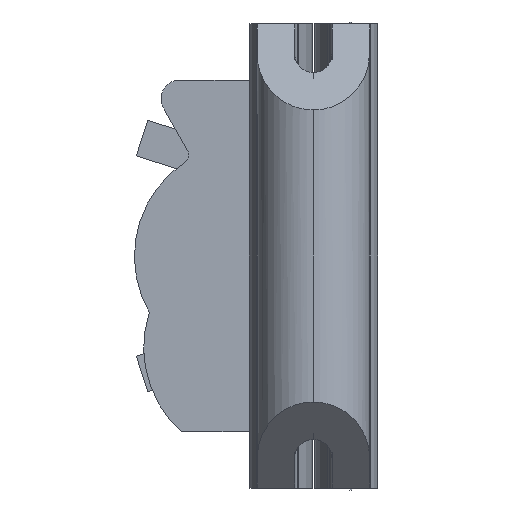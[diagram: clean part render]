
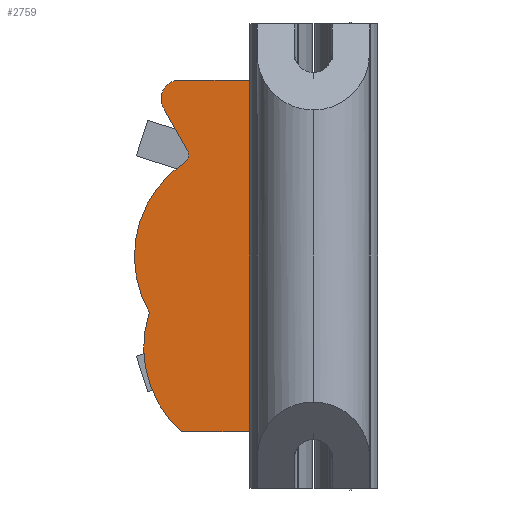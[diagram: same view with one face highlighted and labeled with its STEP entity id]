
A CAD part, left-side view. The second image highlights one B-rep face of the part: STEP entity #2759.
In plain terms, the highlighted planar face has unit normal (-1, 0, 0).
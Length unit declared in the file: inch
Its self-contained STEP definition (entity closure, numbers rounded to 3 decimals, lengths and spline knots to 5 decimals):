
#99 = DIRECTION ( 'NONE',  ( 1., 0., 0. ) ) ;
#109 = DIRECTION ( 'NONE',  ( 0., 0., -1. ) ) ;
#244 = EDGE_CURVE ( 'NONE', #3695, #2322, #6163, .T. ) ;
#318 = CARTESIAN_POINT ( 'NONE',  ( 0.50398, 0.0703, -0.094 ) ) ;
#332 = AXIS2_PLACEMENT_3D ( 'NONE', #8024, #8014, #7986 ) ;
#618 = AXIS2_PLACEMENT_3D ( 'NONE', #6636, #2931, #7250 ) ;
#1147 = CARTESIAN_POINT ( 'NONE',  ( 0.50398, 0.03048, -0.094 ) ) ;
#1373 = CIRCLE ( 'NONE', #7038, 0.06 ) ;
#1399 = ORIENTED_EDGE ( 'NONE', *, *, #244, .F. ) ;
#1420 = DIRECTION ( 'NONE',  ( 0., -1., 0. ) ) ;
#1501 = LINE ( 'NONE', #6125, #6496 ) ;
#1731 = CARTESIAN_POINT ( 'NONE',  ( 0.50398, 0.07132, 0.094 ) ) ;
#1935 = CARTESIAN_POINT ( 'NONE',  ( 0.50398, 0.03048, 0.094 ) ) ;
#2025 = VERTEX_POINT ( 'NONE', #1935 ) ;
#2072 = DIRECTION ( 'NONE',  ( 0., 0.494, 0.869 ) ) ;
#2237 = AXIS2_PLACEMENT_3D ( 'NONE', #6759, #3053, #7368 ) ;
#2322 = VERTEX_POINT ( 'NONE', #1731 ) ;
#2391 = DIRECTION ( 'NONE',  ( 0., 1., 0. ) ) ;
#2759 = ADVANCED_FACE ( 'NONE', ( #6797 ), #4297, .F. ) ;
#2931 = DIRECTION ( 'NONE',  ( -1., 0., 0. ) ) ;
#3053 = DIRECTION ( 'NONE',  ( 1., 0., 0. ) ) ;
#3103 = CARTESIAN_POINT ( 'NONE',  ( 0.50398, 0.06724, 0.05657 ) ) ;
#3208 = CARTESIAN_POINT ( 'NONE',  ( 0.50398, 0.08002, 0.07906 ) ) ;
#3394 = EDGE_CURVE ( 'NONE', #7306, #7719, #6419, .T. ) ;
#3409 = LINE ( 'NONE', #6348, #6488 ) ;
#3458 = EDGE_LOOP ( 'NONE', ( #3961, #7217, #3490, #5002, #4868, #1399, #6262, #4617 ) ) ;
#3490 = ORIENTED_EDGE ( 'NONE', *, *, #3807, .T. ) ;
#3695 = VERTEX_POINT ( 'NONE', #3208 ) ;
#3699 = LINE ( 'NONE', #5787, #7140 ) ;
#3740 = EDGE_CURVE ( 'NONE', #7036, #7306, #7557, .T. ) ;
#3807 = EDGE_CURVE ( 'NONE', #4749, #7311, #4135, .T. ) ;
#3933 = DIRECTION ( 'NONE',  ( 0., 0., -1. ) ) ;
#3961 = ORIENTED_EDGE ( 'NONE', *, *, #3740, .F. ) ;
#3962 = CARTESIAN_POINT ( 'NONE',  ( 0.50398, 0.03557, 0. ) ) ;
#3971 = DIRECTION ( 'NONE',  ( 1., 0., 0. ) ) ;
#4135 = LINE ( 'NONE', #6430, #5541 ) ;
#4297 = PLANE ( 'NONE',  #2237 ) ;
#4354 = CARTESIAN_POINT ( 'NONE',  ( 0.50398, 0.06882, 0.04994 ) ) ;
#4574 = DIRECTION ( 'NONE',  ( 0., 0., -1. ) ) ;
#4617 = ORIENTED_EDGE ( 'NONE', *, *, #3394, .F. ) ;
#4749 = VERTEX_POINT ( 'NONE', #318 ) ;
#4776 = EDGE_CURVE ( 'NONE', #2025, #2322, #1501, .T. ) ;
#4868 = ORIENTED_EDGE ( 'NONE', *, *, #4776, .T. ) ;
#5002 = ORIENTED_EDGE ( 'NONE', *, *, #5324, .F. ) ;
#5324 = EDGE_CURVE ( 'NONE', #2025, #7311, #3409, .T. ) ;
#5541 = VECTOR ( 'NONE', #1420, 39.37008 ) ;
#5787 = CARTESIAN_POINT ( 'NONE',  ( 0.50398, 0.06724, 0.05657 ) ) ;
#6125 = CARTESIAN_POINT ( 'NONE',  ( 0.50398, 0.1795, 0.094 ) ) ;
#6163 = CIRCLE ( 'NONE', #332, 0.01 ) ;
#6169 = EDGE_CURVE ( 'NONE', #7719, #3695, #3699, .T. ) ;
#6262 = ORIENTED_EDGE ( 'NONE', *, *, #6169, .F. ) ;
#6348 = CARTESIAN_POINT ( 'NONE',  ( 0.50398, 0.03048, 0.124 ) ) ;
#6419 = CIRCLE ( 'NONE', #618, 0.005 ) ;
#6430 = CARTESIAN_POINT ( 'NONE',  ( 0.50398, 0.1795, -0.094 ) ) ;
#6488 = VECTOR ( 'NONE', #3933, 39.37008 ) ;
#6496 = VECTOR ( 'NONE', #2391, 39.37008 ) ;
#6636 = CARTESIAN_POINT ( 'NONE',  ( 0.50398, 0.07159, 0.0541 ) ) ;
#6759 = CARTESIAN_POINT ( 'NONE',  ( 0.50398, 0.1795, 0.124 ) ) ;
#6797 = FACE_OUTER_BOUND ( 'NONE', #3458, .T. ) ;
#7036 = VERTEX_POINT ( 'NONE', #7043 ) ;
#7038 = AXIS2_PLACEMENT_3D ( 'NONE', #7614, #3971, #109 ) ;
#7043 = CARTESIAN_POINT ( 'NONE',  ( 0.50398, 0.08753, -0.03 ) ) ;
#7140 = VECTOR ( 'NONE', #2072, 39.37008 ) ;
#7217 = ORIENTED_EDGE ( 'NONE', *, *, #7789, .F. ) ;
#7250 = DIRECTION ( 'NONE',  ( 0., 0., 1. ) ) ;
#7306 = VERTEX_POINT ( 'NONE', #4354 ) ;
#7311 = VERTEX_POINT ( 'NONE', #1147 ) ;
#7316 = AXIS2_PLACEMENT_3D ( 'NONE', #3962, #99, #4574 ) ;
#7368 = DIRECTION ( 'NONE',  ( 0., 1., 0. ) ) ;
#7557 = CIRCLE ( 'NONE', #7316, 0.06 ) ;
#7614 = CARTESIAN_POINT ( 'NONE',  ( 0.50398, 0.03062, -0.049 ) ) ;
#7719 = VERTEX_POINT ( 'NONE', #3103 ) ;
#7789 = EDGE_CURVE ( 'NONE', #4749, #7036, #1373, .T. ) ;
#7986 = DIRECTION ( 'NONE',  ( 0., 0., -1. ) ) ;
#8014 = DIRECTION ( 'NONE',  ( 1., 0., 0. ) ) ;
#8024 = CARTESIAN_POINT ( 'NONE',  ( 0.50398, 0.07132, 0.084 ) ) ;
